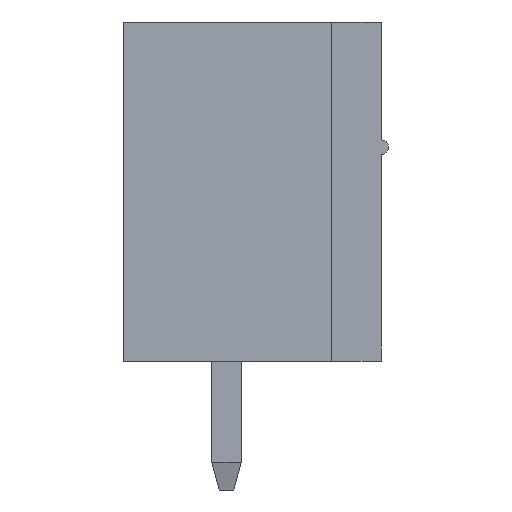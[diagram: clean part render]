
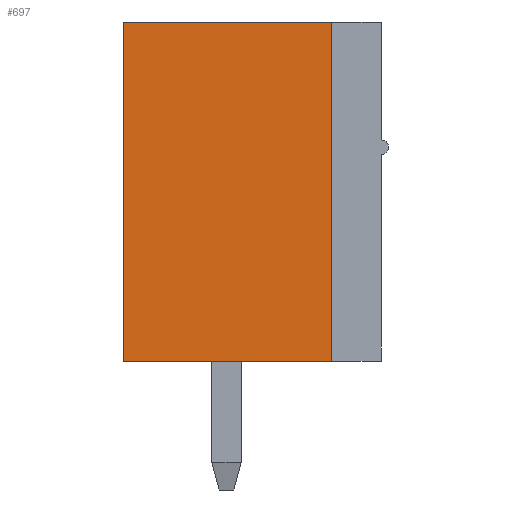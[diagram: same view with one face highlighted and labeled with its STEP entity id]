
A CAD part, left-side view. The second image highlights one B-rep face of the part: STEP entity #697.
In plain terms, the highlighted planar face has unit normal (-1, 0, 0).
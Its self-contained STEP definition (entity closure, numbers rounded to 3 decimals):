
#697 = ADVANCED_FACE( '', ( #1400 ), #1401, .T. );
#1400 = FACE_OUTER_BOUND( '', #2124, .T. );
#1401 = PLANE( '', #2125 );
#2124 = EDGE_LOOP( '', ( #3937, #3938, #3939, #3940 ) );
#2125 = AXIS2_PLACEMENT_3D( '', #3941, #3942, #3943 );
#3937 = ORIENTED_EDGE( '', *, *, #5154, .T. );
#3938 = ORIENTED_EDGE( '', *, *, #4483, .T. );
#3939 = ORIENTED_EDGE( '', *, *, #4721, .T. );
#3940 = ORIENTED_EDGE( '', *, *, #4712, .T. );
#3941 = CARTESIAN_POINT( '', ( -12.815, 0., 0. ) );
#3942 = DIRECTION( '', ( -1., 0., 0. ) );
#3943 = DIRECTION( '', ( 0., 0., 1. ) );
#4483 = EDGE_CURVE( '', #5387, #5385, #5388, .T. );
#4712 = EDGE_CURVE( '', #5777, #5775, #5778, .T. );
#4721 = EDGE_CURVE( '', #5385, #5777, #5793, .T. );
#5154 = EDGE_CURVE( '', #5775, #5387, #6383, .T. );
#5385 = VERTEX_POINT( '', #6687 );
#5387 = VERTEX_POINT( '', #6690 );
#5388 = LINE( '', #6691, #6692 );
#5775 = VERTEX_POINT( '', #7299 );
#5777 = VERTEX_POINT( '', #7302 );
#5778 = LINE( '', #7303, #7304 );
#5793 = LINE( '', #7326, #7327 );
#6383 = LINE( '', #8401, #8402 );
#6687 = CARTESIAN_POINT( '', ( -12.815, 3.5, 4.6 ) );
#6690 = CARTESIAN_POINT( '', ( -12.815, -2.15, 4.6 ) );
#6691 = CARTESIAN_POINT( '', ( -12.815, -2.15, 4.6 ) );
#6692 = VECTOR( '', #8588, 1000. );
#7299 = CARTESIAN_POINT( '', ( -12.815, -2.15, -4.6 ) );
#7302 = CARTESIAN_POINT( '', ( -12.815, 3.5, -4.6 ) );
#7303 = CARTESIAN_POINT( '', ( -12.815, 3.5, -4.6 ) );
#7304 = VECTOR( '', #8798, 1000. );
#7326 = CARTESIAN_POINT( '', ( -12.815, 3.5, 4.6 ) );
#7327 = VECTOR( '', #8806, 1000. );
#8401 = CARTESIAN_POINT( '', ( -12.815, -2.15, -4.6 ) );
#8402 = VECTOR( '', #9138, 1000. );
#8588 = DIRECTION( '', ( 0., 1., 0. ) );
#8798 = DIRECTION( '', ( 0., -1., 0. ) );
#8806 = DIRECTION( '', ( 0., 0., -1. ) );
#9138 = DIRECTION( '', ( 0., 0., 1. ) );
